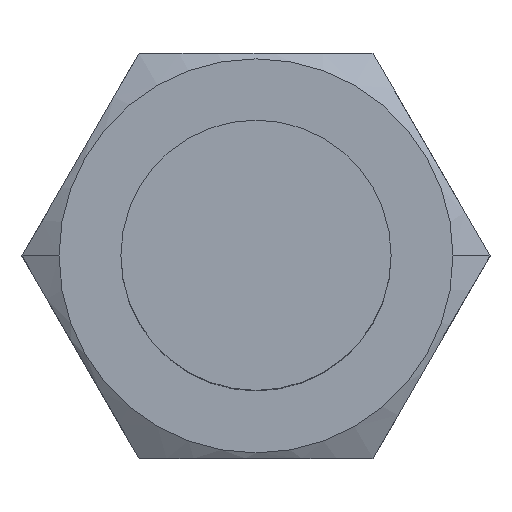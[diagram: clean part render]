
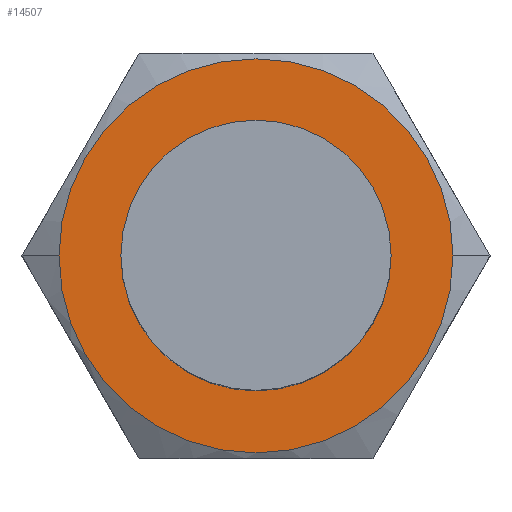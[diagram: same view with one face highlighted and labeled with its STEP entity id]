
A CAD part, top view. The second image highlights one B-rep face of the part: STEP entity #14507.
In plain terms, the highlighted planar face has unit normal (0, 0, 1).
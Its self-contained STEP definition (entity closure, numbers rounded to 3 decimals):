
#777=CARTESIAN_POINT('',(-18.706,15.588,-22.5));
#778=DIRECTION('',(0.,0.,1.));
#779=DIRECTION('',(1.,0.,0.));
#780=AXIS2_PLACEMENT_3D('',#777,#778,#779);
#797=CARTESIAN_POINT('',(-18.706,15.588,-22.5));
#798=DIRECTION('',(0.,0.,-1.));
#799=DIRECTION('',(1.,0.,0.));
#800=AXIS2_PLACEMENT_3D('',#797,#798,#799);
#802=CARTESIAN_POINT('',(-18.706,15.588,-22.5));
#803=DIRECTION('',(0.,0.,-1.));
#804=DIRECTION('',(-1.,0.,0.));
#805=AXIS2_PLACEMENT_3D('',#802,#803,#804);
#3805=CARTESIAN_POINT('',(-18.706,15.588,-22.5));
#3806=DIRECTION('',(0.,0.,1.));
#3807=DIRECTION('',(-1.,0.,0.));
#3808=AXIS2_PLACEMENT_3D('',#3805,#3806,#3807);
#10251=CARTESIAN_POINT('',(-5.581,15.588,
-22.5));
#10252=CARTESIAN_POINT('',(-31.831,15.588,
-22.5));
#10253=VERTEX_POINT('',#10251);
#10254=VERTEX_POINT('',#10252);
#11725=CARTESIAN_POINT('',(-9.706,15.588,-22.5));
#11726=CARTESIAN_POINT('',(-27.706,15.588,-22.5));
#11727=VERTEX_POINT('',#11725);
#11728=VERTEX_POINT('',#11726);
#14491=CARTESIAN_POINT('',(-26.5,29.088,-22.5));
#14492=DIRECTION('',(0.,0.,1.));
#14493=DIRECTION('',(-1.,0.,0.));
#14494=AXIS2_PLACEMENT_3D('',#14491,#14492,#14493);
#14495=PLANE('',#14494);
#14497=ORIENTED_EDGE('',*,*,#14496,.T.);
#14499=ORIENTED_EDGE('',*,*,#14498,.T.);
#14500=EDGE_LOOP('',(#14497,#14499));
#14501=FACE_OUTER_BOUND('',#14500,.F.);
#14502=ORIENTED_EDGE('',*,*,#14449,.T.);
#14504=ORIENTED_EDGE('',*,*,#14503,.T.);
#14505=EDGE_LOOP('',(#14502,#14504));
#14506=FACE_BOUND('',#14505,.F.);
#14507=ADVANCED_FACE('',(#14501,#14506),#14495,.T.);
#781=CIRCLE('',#780,9.);
#801=CIRCLE('',#800,13.125);
#806=CIRCLE('',#805,13.125);
#3809=CIRCLE('',#3808,9.);
#14449=EDGE_CURVE('',#11727,#11728,#781,.T.);
#14496=EDGE_CURVE('',#10253,#10254,#801,.T.);
#14498=EDGE_CURVE('',#10254,#10253,#806,.T.);
#14503=EDGE_CURVE('',#11728,#11727,#3809,.T.);
